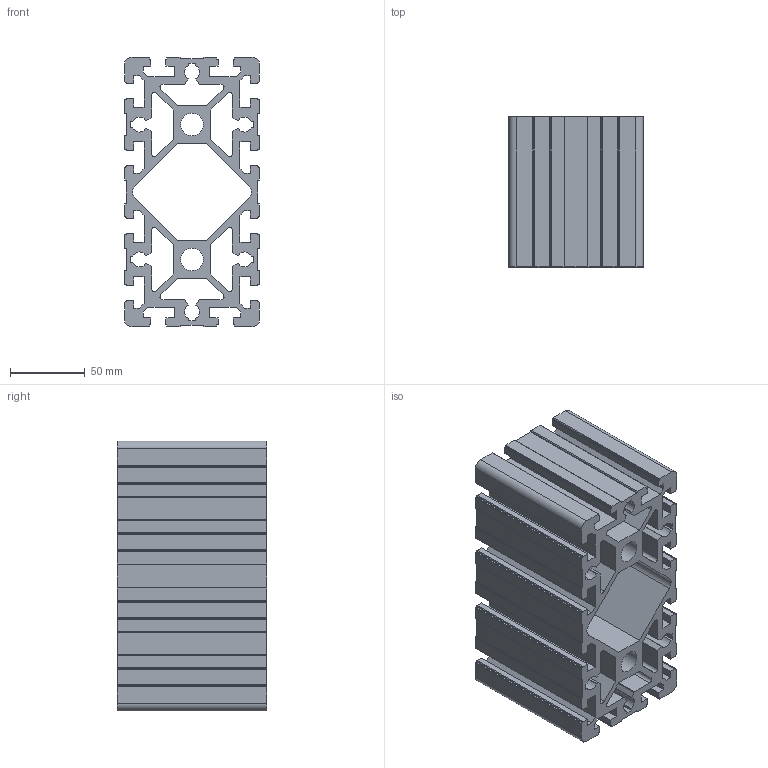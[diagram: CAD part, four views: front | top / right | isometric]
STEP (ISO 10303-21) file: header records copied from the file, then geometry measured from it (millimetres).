
FILE_DESCRIPTION( ( 'Unknown' ), '1' );
FILE_NAME( '6111087', 'Unknown', ( 'Unknown' ), ( 'JUGARD+KÜNSTNER GmbH' ), 'XStep 1.0', 'Unknown', ' ' );
FILE_SCHEMA( ( 'automotive_design' ) );
Length unit declared in the file: millimetre
Products named in the file (1): 1
Bounding box: 90 x 100 x 180 mm (x, y, z)
Volume: 635724.7 mm3; surface area: 229012.9 mm2
Topology: 1 solids, 1 shells, 380 faces, 1134 edges, 756 vertices
Faces by surface type: plane 260, cylinder 120
Full cylindrical faces by diameter (mm): 15 x2
Entity records: 15820 total; most frequent: CARTESIAN_POINT 2269, ORIENTED_EDGE 2264, DIRECTION 2134, EDGE_CURVE 1132, LINE 892, VECTOR 892, VERTEX_POINT 756, AXIS2_PLACEMENT_3D 621
